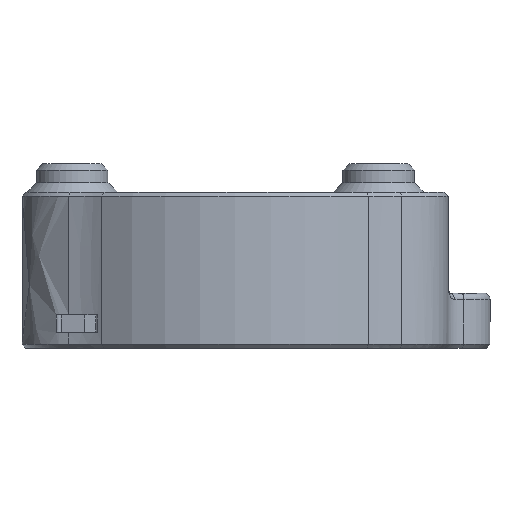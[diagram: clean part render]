
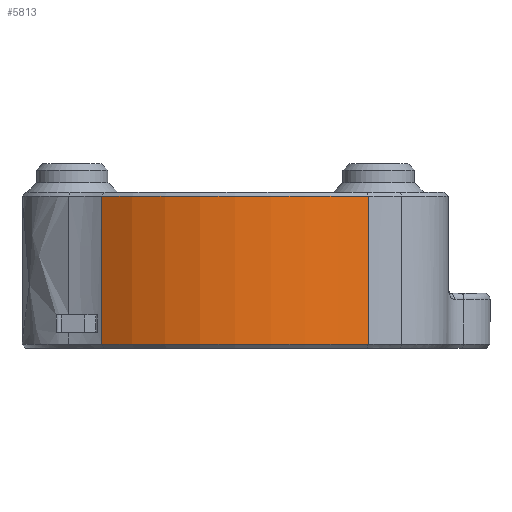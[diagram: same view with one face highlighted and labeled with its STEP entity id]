
A CAD part, left-side view. The second image highlights one B-rep face of the part: STEP entity #5813.
In plain terms, the highlighted cylindrical face has radius 35.422 mm (diameter 70.843 mm), a partial arc.
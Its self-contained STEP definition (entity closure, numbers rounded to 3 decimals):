
#187=CYLINDRICAL_SURFACE('',#6203,35.422);
#394=CIRCLE('',#6179,35.422);
#399=CIRCLE('',#6194,35.422);
#458=B_SPLINE_CURVE_WITH_KNOTS('',3,(#7902,#7903,#7904,#7905),
 .UNSPECIFIED.,.F.,.F.,(4,4),(-2.34,-0.06),.UNSPECIFIED.);
#675=B_SPLINE_CURVE_WITH_KNOTS('',3,(#13791,#13792,#13793,#13794),
 .UNSPECIFIED.,.F.,.F.,(4,4),(0.06,2.34),.UNSPECIFIED.);
#978=FACE_OUTER_BOUND('',#1345,.T.);
#1345=EDGE_LOOP('',(#5192,#5193,#5194,#5195));
#2323=VERTEX_POINT('',#7896);
#2324=VERTEX_POINT('',#7901);
#2767=VERTEX_POINT('',#12921);
#2777=VERTEX_POINT('',#13506);
#2874=EDGE_CURVE('',#2323,#2324,#458,.T.);
#3554=EDGE_CURVE('',#2767,#2323,#394,.T.);
#3594=EDGE_CURVE('',#2324,#2777,#399,.T.);
#3612=EDGE_CURVE('',#2777,#2767,#675,.T.);
#5192=ORIENTED_EDGE('',*,*,#3554,.F.);
#5193=ORIENTED_EDGE('',*,*,#3612,.F.);
#5194=ORIENTED_EDGE('',*,*,#3594,.F.);
#5195=ORIENTED_EDGE('',*,*,#2874,.F.);
#5813=ADVANCED_FACE('',(#978),#187,.T.);
#6179=AXIS2_PLACEMENT_3D('',#12929,#7255,#7256);
#6194=AXIS2_PLACEMENT_3D('',#13514,#7304,#7305);
#6203=AXIS2_PLACEMENT_3D('',#13790,#7333,#7334);
#7255=DIRECTION('center_axis',(0.,0.,-1.));
#7256=DIRECTION('ref_axis',(-0.756,-0.654,0.));
#7304=DIRECTION('center_axis',(0.,0.,1.));
#7305=DIRECTION('ref_axis',(-0.756,-0.654,0.));
#7333=DIRECTION('center_axis',(0.,0.,-1.));
#7334=DIRECTION('ref_axis',(-0.756,-0.654,0.));
#7896=CARTESIAN_POINT('',(-42.28,19.037,0.6));
#7901=CARTESIAN_POINT('',(-42.28,19.037,23.4));
#7902=CARTESIAN_POINT('Ctrl Pts',(-42.28,19.037,0.6));
#7903=CARTESIAN_POINT('Ctrl Pts',(-42.28,19.037,8.2));
#7904=CARTESIAN_POINT('Ctrl Pts',(-42.28,19.037,15.8));
#7905=CARTESIAN_POINT('Ctrl Pts',(-42.28,19.037,23.4));
#12921=CARTESIAN_POINT('',(-42.274,-22.035,0.6));
#12929=CARTESIAN_POINT('Origin',(-13.416,-1.495,0.6));
#13506=CARTESIAN_POINT('',(-42.274,-22.035,23.4));
#13514=CARTESIAN_POINT('Origin',(-13.416,-1.495,23.4));
#13790=CARTESIAN_POINT('Origin',(-13.416,-1.495,24.));
#13791=CARTESIAN_POINT('Ctrl Pts',(-42.274,-22.035,
23.4));
#13792=CARTESIAN_POINT('Ctrl Pts',(-42.274,-22.035,
15.8));
#13793=CARTESIAN_POINT('Ctrl Pts',(-42.274,-22.035,
8.2));
#13794=CARTESIAN_POINT('Ctrl Pts',(-42.274,-22.035,
0.6));
